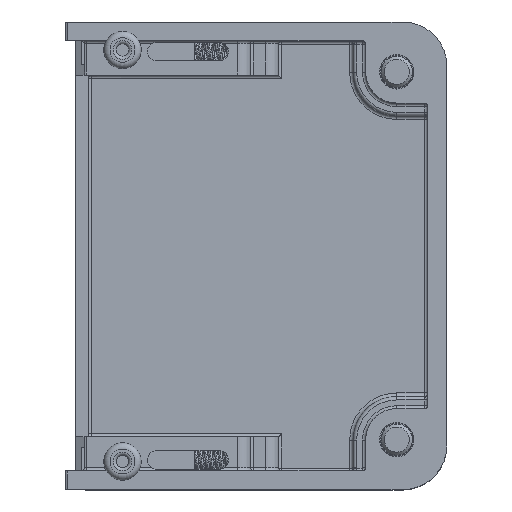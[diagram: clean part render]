
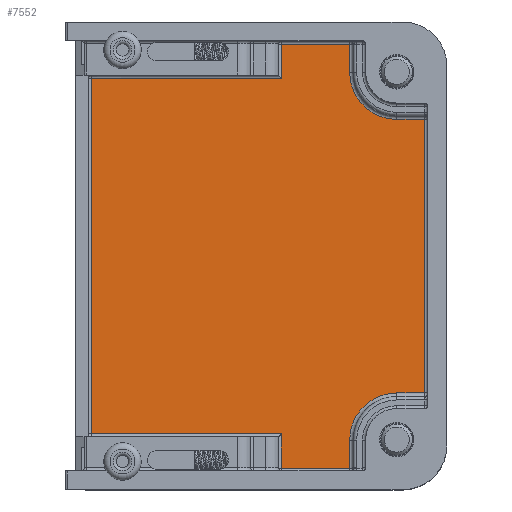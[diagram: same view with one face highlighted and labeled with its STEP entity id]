
A CAD part, top view. The second image highlights one B-rep face of the part: STEP entity #7552.
In plain terms, the highlighted planar face has unit normal (0, 0, 1).
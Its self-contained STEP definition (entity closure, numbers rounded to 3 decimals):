
#217=PLANE('',#8206);
#454=FACE_OUTER_BOUND('',#955,.T.);
#955=EDGE_LOOP('',(#5053,#5054,#5055,#5056,#5057,#5058,#5059,#5060,#5061,
#5062,#5063,#5064,#5065,#5066));
#1475=LINE('',#11769,#2092);
#1480=LINE('',#11789,#2097);
#1482=LINE('',#11795,#2099);
#1483=LINE('',#11797,#2100);
#1484=LINE('',#11799,#2101);
#1485=LINE('',#11801,#2102);
#1486=LINE('',#11805,#2103);
#1487=LINE('',#11807,#2104);
#1488=LINE('',#11809,#2105);
#1489=LINE('',#11813,#2106);
#1490=LINE('',#11815,#2107);
#1491=LINE('',#11816,#2108);
#2092=VECTOR('',#9187,1.);
#2097=VECTOR('',#9212,1.);
#2099=VECTOR('',#9218,1.);
#2100=VECTOR('',#9219,1.);
#2101=VECTOR('',#9220,1.);
#2102=VECTOR('',#9221,1.);
#2103=VECTOR('',#9224,1.);
#2104=VECTOR('',#9225,1.);
#2105=VECTOR('',#9226,1.);
#2106=VECTOR('',#9229,1.);
#2107=VECTOR('',#9230,1.);
#2108=VECTOR('',#9231,1.);
#2715=CIRCLE('',#8207,7.56);
#2716=CIRCLE('',#8208,7.56);
#3192=VERTEX_POINT('',#11766);
#3193=VERTEX_POINT('',#11768);
#3198=VERTEX_POINT('',#11788);
#3200=VERTEX_POINT('',#11794);
#3201=VERTEX_POINT('',#11796);
#3202=VERTEX_POINT('',#11798);
#3203=VERTEX_POINT('',#11800);
#3204=VERTEX_POINT('',#11802);
#3205=VERTEX_POINT('',#11804);
#3206=VERTEX_POINT('',#11806);
#3207=VERTEX_POINT('',#11808);
#3208=VERTEX_POINT('',#11810);
#3209=VERTEX_POINT('',#11812);
#3210=VERTEX_POINT('',#11814);
#3875=EDGE_CURVE('',#3192,#3193,#1475,.T.);
#3885=EDGE_CURVE('',#3193,#3198,#1480,.T.);
#3888=EDGE_CURVE('',#3200,#3192,#1482,.T.);
#3889=EDGE_CURVE('',#3200,#3201,#1483,.T.);
#3890=EDGE_CURVE('',#3201,#3202,#1484,.T.);
#3891=EDGE_CURVE('',#3202,#3203,#1485,.T.);
#3892=EDGE_CURVE('',#3203,#3204,#2715,.T.);
#3893=EDGE_CURVE('',#3204,#3205,#1486,.T.);
#3894=EDGE_CURVE('',#3206,#3205,#1487,.T.);
#3895=EDGE_CURVE('',#3207,#3206,#1488,.T.);
#3896=EDGE_CURVE('',#3208,#3207,#2716,.T.);
#3897=EDGE_CURVE('',#3209,#3208,#1489,.T.);
#3898=EDGE_CURVE('',#3210,#3209,#1490,.T.);
#3899=EDGE_CURVE('',#3210,#3198,#1491,.T.);
#5053=ORIENTED_EDGE('',*,*,#3875,.F.);
#5054=ORIENTED_EDGE('',*,*,#3888,.F.);
#5055=ORIENTED_EDGE('',*,*,#3889,.T.);
#5056=ORIENTED_EDGE('',*,*,#3890,.T.);
#5057=ORIENTED_EDGE('',*,*,#3891,.T.);
#5058=ORIENTED_EDGE('',*,*,#3892,.T.);
#5059=ORIENTED_EDGE('',*,*,#3893,.T.);
#5060=ORIENTED_EDGE('',*,*,#3894,.F.);
#5061=ORIENTED_EDGE('',*,*,#3895,.F.);
#5062=ORIENTED_EDGE('',*,*,#3896,.F.);
#5063=ORIENTED_EDGE('',*,*,#3897,.F.);
#5064=ORIENTED_EDGE('',*,*,#3898,.F.);
#5065=ORIENTED_EDGE('',*,*,#3899,.T.);
#5066=ORIENTED_EDGE('',*,*,#3885,.F.);
#7552=ADVANCED_FACE('',(#454),#217,.T.);
#8206=AXIS2_PLACEMENT_3D('',#11793,#9216,#9217);
#8207=AXIS2_PLACEMENT_3D('',#11803,#9222,#9223);
#8208=AXIS2_PLACEMENT_3D('',#11811,#9227,#9228);
#9187=DIRECTION('',(0.,1.,0.));
#9212=DIRECTION('',(1.,0.,0.));
#9216=DIRECTION('center_axis',(0.,0.,
1.));
#9217=DIRECTION('ref_axis',(-1.,0.,0.));
#9218=DIRECTION('',(-1.,0.,0.));
#9219=DIRECTION('',(0.,-1.,0.));
#9220=DIRECTION('',(1.,0.,0.));
#9221=DIRECTION('',(0.,1.,0.));
#9222=DIRECTION('center_axis',(0.,0.,
-1.));
#9223=DIRECTION('ref_axis',(-0.707,0.707,0.));
#9224=DIRECTION('',(1.,0.,0.));
#9225=DIRECTION('',(0.,-1.,0.));
#9226=DIRECTION('',(1.,0.,0.));
#9227=DIRECTION('center_axis',(0.,0.,
1.));
#9228=DIRECTION('ref_axis',(-0.707,-0.707,0.));
#9229=DIRECTION('',(0.,-1.,0.));
#9230=DIRECTION('',(1.,0.,0.));
#9231=DIRECTION('',(0.,-1.,0.));
#11766=CARTESIAN_POINT('',(-27.25,-28.5,3.));
#11768=CARTESIAN_POINT('',(-27.25,28.5,3.));
#11769=CARTESIAN_POINT('',(-27.25,-2.,3.));
#11788=CARTESIAN_POINT('',(3.25,28.5,3.));
#11789=CARTESIAN_POINT('',(6.875,28.5,3.));
#11793=CARTESIAN_POINT('Origin',(12.5,-4.,3.));
#11794=CARTESIAN_POINT('',(3.25,-28.5,3.));
#11795=CARTESIAN_POINT('',(6.875,-28.5,3.));
#11796=CARTESIAN_POINT('',(3.25,-34.,3.));
#11797=CARTESIAN_POINT('',(3.25,-19.25,3.));
#11798=CARTESIAN_POINT('',(14.19,-34.,3.));
#11799=CARTESIAN_POINT('',(31.495,-34.,3.));
#11800=CARTESIAN_POINT('',(14.19,-29.5,3.));
#11801=CARTESIAN_POINT('',(14.19,-13.75,3.));
#11802=CARTESIAN_POINT('',(21.75,-21.94,3.));
#11803=CARTESIAN_POINT('Origin',(21.75,-29.5,3.));
#11804=CARTESIAN_POINT('',(26.19,-21.94,3.));
#11805=CARTESIAN_POINT('',(21.125,-21.94,3.));
#11806=CARTESIAN_POINT('',(26.19,21.94,3.));
#11807=CARTESIAN_POINT('',(26.19,18.25,3.));
#11808=CARTESIAN_POINT('',(21.75,21.94,3.));
#11809=CARTESIAN_POINT('',(21.125,21.94,3.));
#11810=CARTESIAN_POINT('',(14.19,29.5,3.));
#11811=CARTESIAN_POINT('Origin',(21.75,29.5,3.));
#11812=CARTESIAN_POINT('',(14.19,34.,3.));
#11813=CARTESIAN_POINT('',(14.19,13.75,3.));
#11814=CARTESIAN_POINT('',(3.25,34.,3.));
#11815=CARTESIAN_POINT('',(31.495,34.,3.));
#11816=CARTESIAN_POINT('',(3.25,19.25,3.));
